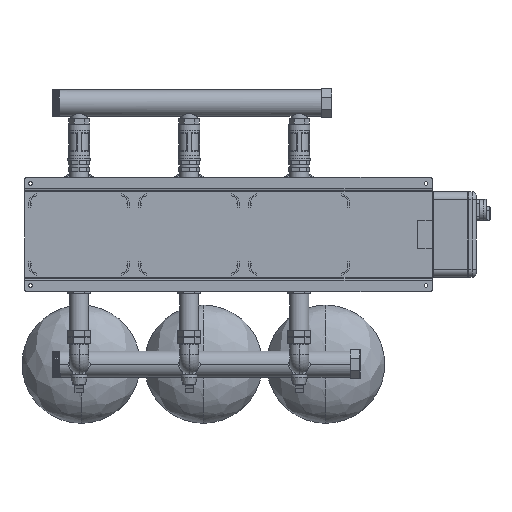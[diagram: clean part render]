
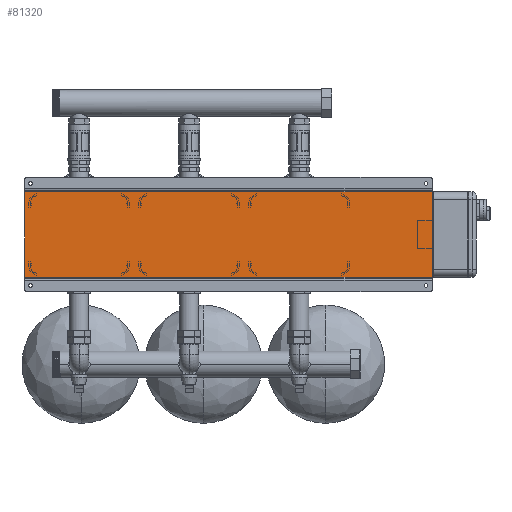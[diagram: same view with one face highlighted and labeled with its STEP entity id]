
A CAD part, front view. The second image highlights one B-rep face of the part: STEP entity #81320.
In plain terms, the highlighted planar face has unit normal (0, -1, 0).
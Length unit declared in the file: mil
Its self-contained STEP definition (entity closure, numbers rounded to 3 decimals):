
#1169 = VECTOR ( 'NONE', #173774, 39370.079 ) ;
#5629 = DIRECTION ( 'NONE',  ( -1., 0., 0. ) ) ;
#11820 = EDGE_CURVE ( 'NONE', #124693, #94031, #36080, .T. ) ;
#18223 = ORIENTED_EDGE ( 'NONE', *, *, #192170, .T. ) ;
#20776 = VERTEX_POINT ( 'NONE', #65951 ) ;
#28067 = VECTOR ( 'NONE', #191641, 39370.079 ) ;
#30994 = EDGE_LOOP ( 'NONE', ( #204530, #57340, #211957, #18223 ) ) ;
#34850 = VECTOR ( 'NONE', #5629, 39370.079 ) ;
#35616 = AXIS2_PLACEMENT_3D ( 'NONE', #134665, #204250, #119143 ) ;
#36080 = LINE ( 'NONE', #68159, #28067 ) ;
#37269 = FACE_OUTER_BOUND ( 'NONE', #30994, .T. ) ;
#48113 = CARTESIAN_POINT ( 'NONE',  ( 19685.039, 2007.874, -4133.858 ) ) ;
#57340 = ORIENTED_EDGE ( 'NONE', *, *, #11820, .F. ) ;
#61705 = CARTESIAN_POINT ( 'NONE',  ( 19685.039, 2007.874, 4133.858 ) ) ;
#65011 = CARTESIAN_POINT ( 'NONE',  ( -19685.039, 2007.874, -4133.858 ) ) ;
#65951 = CARTESIAN_POINT ( 'NONE',  ( -19685.039, 2007.874, 4133.858 ) ) ;
#68159 = CARTESIAN_POINT ( 'NONE',  ( 19685.039, 2007.874, -4133.858 ) ) ;
#69378 = PLANE ( 'NONE',  #35616 ) ;
#71996 = LINE ( 'NONE', #157187, #34850 ) ;
#74053 = VERTEX_POINT ( 'NONE', #61705 ) ;
#81320 = ADVANCED_FACE ( 'NONE', ( #37269 ), #69378, .F. ) ;
#93824 = DIRECTION ( 'NONE',  ( 0., 0., -1. ) ) ;
#94031 = VERTEX_POINT ( 'NONE', #65011 ) ;
#106270 = CARTESIAN_POINT ( 'NONE',  ( 19685.039, 2007.874, 4133.858 ) ) ;
#111411 = VECTOR ( 'NONE', #93824, 39370.079 ) ;
#119143 = DIRECTION ( 'NONE',  ( 1., 0., 0. ) ) ;
#124693 = VERTEX_POINT ( 'NONE', #48113 ) ;
#132670 = EDGE_CURVE ( 'NONE', #74053, #124693, #172684, .T. ) ;
#134665 = CARTESIAN_POINT ( 'NONE',  ( 19685.039, 2007.874, -4133.858 ) ) ;
#147988 = CARTESIAN_POINT ( 'NONE',  ( -19685.039, 2007.874, -4133.858 ) ) ;
#157187 = CARTESIAN_POINT ( 'NONE',  ( 19685.039, 2007.874, 4133.858 ) ) ;
#159986 = EDGE_CURVE ( 'NONE', #20776, #94031, #178983, .T. ) ;
#172684 = LINE ( 'NONE', #106270, #1169 ) ;
#173774 = DIRECTION ( 'NONE',  ( 0., 0., -1. ) ) ;
#178983 = LINE ( 'NONE', #147988, #111411 ) ;
#191641 = DIRECTION ( 'NONE',  ( -1., 0., 0. ) ) ;
#192170 = EDGE_CURVE ( 'NONE', #74053, #20776, #71996, .T. ) ;
#204250 = DIRECTION ( 'NONE',  ( 0., 1., 0. ) ) ;
#204530 = ORIENTED_EDGE ( 'NONE', *, *, #159986, .T. ) ;
#211957 = ORIENTED_EDGE ( 'NONE', *, *, #132670, .F. ) ;
